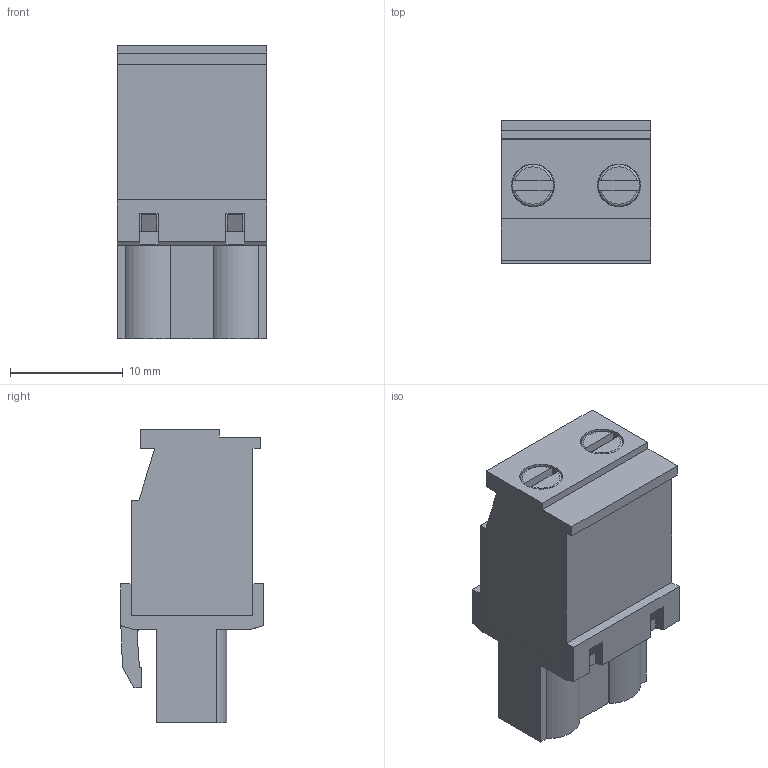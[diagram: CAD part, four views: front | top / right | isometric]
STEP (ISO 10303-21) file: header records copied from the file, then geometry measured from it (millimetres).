
FILE_DESCRIPTION( ( 'Unknown' ), '1' );
FILE_NAME( '691352410002.stp', 'Unknown', ( 'Quentin LAIDEBEUR' ), ( 'WE' ), 'PSStep 15.0.49', 'Sample-box', ' ' );
FILE_SCHEMA( ( 'AUTOMOTIVE_DESIGN { 1 0 10303 214 1 1 1 1 }' ) );
Length unit declared in the file: millimetre
Products named in the file (6): Assem1; vis cage; Spring; cage; 691352410002_plastic bottom; 691344410002_plastic top
Assembly tree (8 placements, depth 2):
  Assem1
    vis cage  x2
    Spring  x2
    cage  x2
    691352410002_plastic bottom
    691344410002_plastic top
Bounding box: 13.22 x 12.6 x 26 mm (x, y, z)
Volume: 2037.9 mm3; surface area: 4542.4 mm2
Topology: 8 solids, 8 shells, 372 faces, 1014 edges, 661 vertices
Faces by surface type: plane 309, cylinder 53, torus 6, cone 4
Full cylindrical faces by diameter (mm): 1.5 x2, 2.459 x2, 2.6 x2, 3 x4, 3.7 x2, 3.8 x2
Entity records: 11672 total; most frequent: CARTESIAN_POINT 1649, ORIENTED_EDGE 1592, DIRECTION 1476, EDGE_CURVE 796, LINE 716, VECTOR 716, VERTEX_POINT 529, AXIS2_PLACEMENT_3D 380
